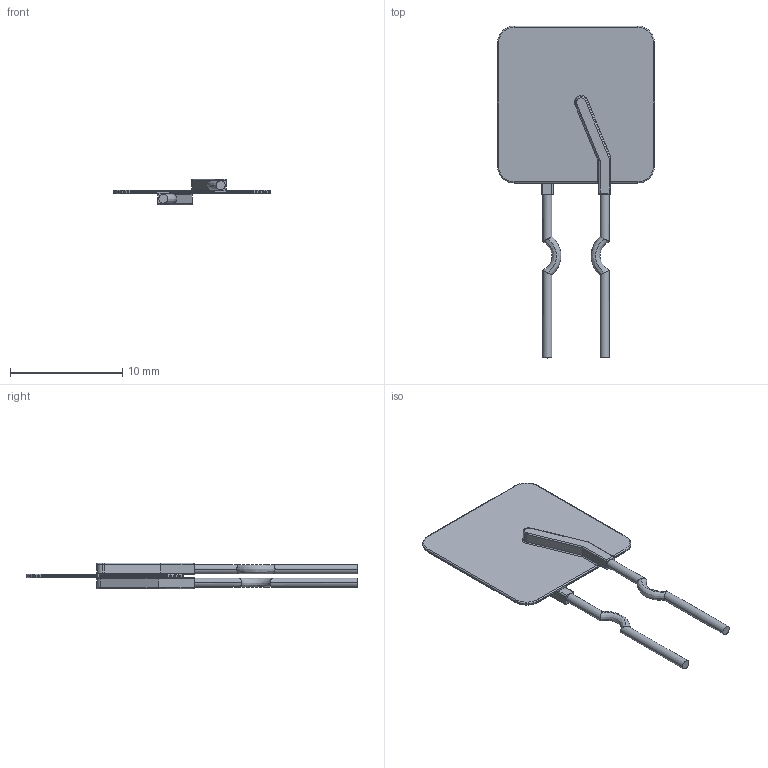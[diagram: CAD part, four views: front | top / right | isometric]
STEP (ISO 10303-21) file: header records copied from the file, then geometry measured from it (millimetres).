
FILE_DESCRIPTION (( 'STEP AP214' ), '1' );
FILE_NAME ('30R400UMR.STEP', '2024-08-01T10:52:51', ( '' ), ( '' ), 'SwSTEP 2.0', 'SolidWorks 2023', '' );
FILE_SCHEMA (( 'AUTOMOTIVE_DESIGN' ));
Length unit declared in the file: millimetre
Products named in the file (1): 30R400UMR
Bounding box: 14 x 29.6 x 2.3 mm (x, y, z)
Volume: 91.6 mm3; surface area: 517.1 mm2
Topology: 1 solids, 1 shells, 94 faces, 227 edges, 136 vertices
Faces by surface type: cylinder 48, plane 22, torus 19, bspline 4, sphere 1
Entity records: 4453 total; most frequent: CARTESIAN_POINT 1390, DIRECTION 466, ORIENTED_EDGE 452, EDGE_CURVE 226, AXIS2_PLACEMENT_3D 182, VERTEX_POINT 136, LINE 102, VECTOR 102
